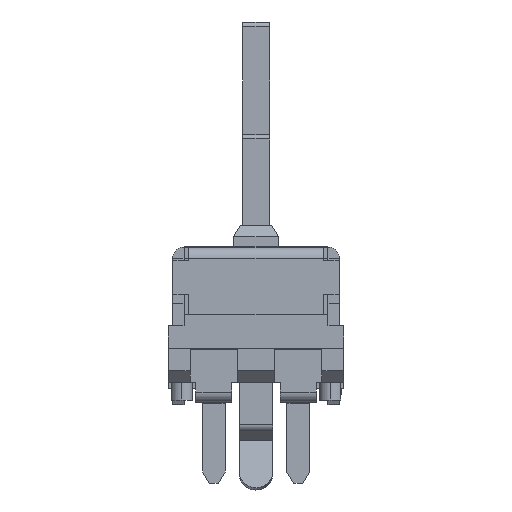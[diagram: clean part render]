
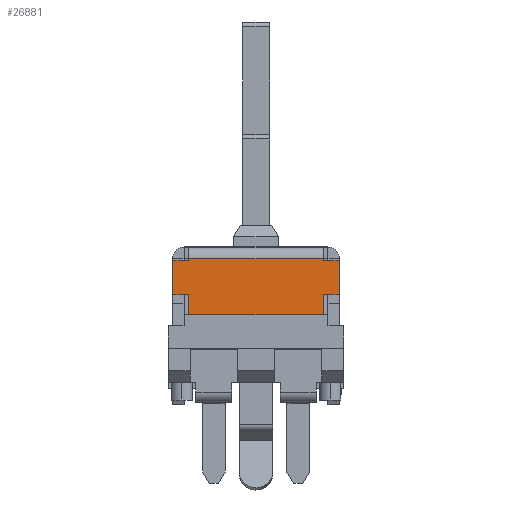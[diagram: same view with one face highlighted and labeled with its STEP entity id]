
A CAD part, left-side view. The second image highlights one B-rep face of the part: STEP entity #26881.
In plain terms, the highlighted planar face has unit normal (-1, 0, 0).
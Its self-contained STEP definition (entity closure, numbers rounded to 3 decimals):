
#3491 = CARTESIAN_POINT ( 'NONE',  ( -27.493, 3.778, -2.963 ) ) ;
#3530 = CARTESIAN_POINT ( 'NONE',  ( -27.493, 2.198, -2.963 ) ) ;
#3533 = CARTESIAN_POINT ( 'NONE',  ( -27.493, 2.198, 3.037 ) ) ;
#3576 = CARTESIAN_POINT ( 'NONE',  ( -27.493, 2.198, -3.663 ) ) ;
#9084 = CARTESIAN_POINT ( 'NONE',  ( -27.493, 1.298, -1.363 ) ) ;
#9142 = PLANE ( 'NONE',  #9676 ) ;
#9154 = DIRECTION ( 'NONE',  ( -1., 0., 0. ) ) ;
#9155 = DIRECTION ( 'NONE',  ( 0., 0., 1. ) ) ;
#9676 = AXIS2_PLACEMENT_3D ( 'NONE', #9084, #9154, #9155 ) ;
#10455 = VERTEX_POINT ( 'NONE', #26229 ) ;
#10663 = VERTEX_POINT ( 'NONE', #26262 ) ;
#10704 = VERTEX_POINT ( 'NONE', #26326 ) ;
#10712 = VERTEX_POINT ( 'NONE', #26327 ) ;
#10731 = VERTEX_POINT ( 'NONE', #26257 ) ;
#10736 = VERTEX_POINT ( 'NONE', #26075 ) ;
#10797 = VERTEX_POINT ( 'NONE', #26078 ) ;
#10876 = VERTEX_POINT ( 'NONE', #26121 ) ;
#11006 = FACE_OUTER_BOUND ( 'NONE', #29940, .T. ) ;
#22691 = CARTESIAN_POINT ( 'NONE',  ( -27.493, 3.698, 3.037 ) ) ;
#22692 = DIRECTION ( 'NONE',  ( 0., 0., -1. ) ) ;
#22986 = LINE ( 'NONE', #22691, #22987 ) ;
#22987 = VECTOR ( 'NONE', #22692, 1000. ) ;
#23173 = LINE ( 'NONE', #23773, #23175 ) ;
#23175 = VECTOR ( 'NONE', #23774, 1000. ) ;
#23178 = LINE ( 'NONE', #23795, #23207 ) ;
#23188 = LINE ( 'NONE', #23839, #23237 ) ;
#23197 = LINE ( 'NONE', #23797, #23198 ) ;
#23198 = VECTOR ( 'NONE', #23798, 1000. ) ;
#23207 = VECTOR ( 'NONE', #23808, 1000. ) ;
#23237 = VECTOR ( 'NONE', #23843, 1000. ) ;
#23247 = LINE ( 'NONE', #23852, #23248 ) ;
#23248 = VECTOR ( 'NONE', #23853, 1000. ) ;
#23285 = LINE ( 'NONE', #23892, #23286 ) ;
#23286 = VECTOR ( 'NONE', #23893, 1000. ) ;
#23345 = LINE ( 'NONE', #23956, #23346 ) ;
#23346 = VECTOR ( 'NONE', #23957, 1000. ) ;
#23372 = VECTOR ( 'NONE', #24031, 1000. ) ;
#23385 = LINE ( 'NONE', #24008, #23386 ) ;
#23386 = VECTOR ( 'NONE', #24009, 1000. ) ;
#23401 = LINE ( 'NONE', #24030, #23372 ) ;
#23468 = LINE ( 'NONE', #24145, #23507 ) ;
#23473 = LINE ( 'NONE', #24121, #23474 ) ;
#23474 = VECTOR ( 'NONE', #24122, 1000. ) ;
#23507 = VECTOR ( 'NONE', #24156, 1000. ) ;
#23773 = CARTESIAN_POINT ( 'NONE',  ( -27.493, 2.198, 3.737 ) ) ;
#23774 = DIRECTION ( 'NONE',  ( 0., 1., 0. ) ) ;
#23795 = CARTESIAN_POINT ( 'NONE',  ( -27.493, 3.698, -2.963 ) ) ;
#23797 = CARTESIAN_POINT ( 'NONE',  ( -27.493, 0.798, -2.963 ) ) ;
#23798 = DIRECTION ( 'NONE',  ( 0., 1., 0. ) ) ;
#23808 = DIRECTION ( 'NONE',  ( 0., 0., -1. ) ) ;
#23839 = CARTESIAN_POINT ( 'NONE',  ( -27.493, 2.198, 3.037 ) ) ;
#23843 = DIRECTION ( 'NONE',  ( 0., 0., 1. ) ) ;
#23852 = CARTESIAN_POINT ( 'NONE',  ( -27.493, 1.298, -1.363 ) ) ;
#23853 = DIRECTION ( 'NONE',  ( 0., 0., -1. ) ) ;
#23892 = CARTESIAN_POINT ( 'NONE',  ( -27.493, 0.798, 3.037 ) ) ;
#23893 = DIRECTION ( 'NONE',  ( 0., 1., 0. ) ) ;
#23956 = CARTESIAN_POINT ( 'NONE',  ( -27.493, 3.778, 3.037 ) ) ;
#23957 = DIRECTION ( 'NONE',  ( 0., 0., -1. ) ) ;
#24008 = CARTESIAN_POINT ( 'NONE',  ( -27.493, 0.798, -2.963 ) ) ;
#24009 = DIRECTION ( 'NONE',  ( 0., 1., 0. ) ) ;
#24030 = CARTESIAN_POINT ( 'NONE',  ( -27.493, 2.198, -3.663 ) ) ;
#24031 = DIRECTION ( 'NONE',  ( 0., -1., 0. ) ) ;
#24121 = CARTESIAN_POINT ( 'NONE',  ( -27.493, 0.798, 3.037 ) ) ;
#24122 = DIRECTION ( 'NONE',  ( 0., 1., 0. ) ) ;
#24145 = CARTESIAN_POINT ( 'NONE',  ( -27.493, 2.198, -2.963 ) ) ;
#24156 = DIRECTION ( 'NONE',  ( 0., 0., 1. ) ) ;
#26075 = CARTESIAN_POINT ( 'NONE',  ( -27.493, 3.698, 3.037 ) ) ;
#26078 = CARTESIAN_POINT ( 'NONE',  ( -27.493, 3.698, 3.737 ) ) ;
#26121 = CARTESIAN_POINT ( 'NONE',  ( -27.493, 3.698, -3.663 ) ) ;
#26229 = CARTESIAN_POINT ( 'NONE',  ( -27.493, 1.298, 3.037 ) ) ;
#26257 = CARTESIAN_POINT ( 'NONE',  ( -27.493, 1.298, -2.963 ) ) ;
#26262 = CARTESIAN_POINT ( 'NONE',  ( -27.493, 2.198, 3.737 ) ) ;
#26326 = CARTESIAN_POINT ( 'NONE',  ( -27.493, 3.698, -2.963 ) ) ;
#26327 = CARTESIAN_POINT ( 'NONE',  ( -27.493, 3.778, 3.037 ) ) ;
#26386 = VERTEX_POINT ( 'NONE', #3491 ) ;
#26425 = VERTEX_POINT ( 'NONE', #3530 ) ;
#26428 = VERTEX_POINT ( 'NONE', #3533 ) ;
#26471 = VERTEX_POINT ( 'NONE', #3576 ) ;
#26881 = ADVANCED_FACE ( 'NONE', ( #11006 ), #9142, .T. ) ;
#29940 = EDGE_LOOP ( 'NONE', ( #30783, #30782, #30781, #30780, #30779, #30778, #30777, #30776, #30775, #30774, #30773, #30772 ) ) ;
#30772 = ORIENTED_EDGE ( 'NONE', *, *, #33754, .F. ) ;
#30773 = ORIENTED_EDGE ( 'NONE', *, *, #33921, .T. ) ;
#30774 = ORIENTED_EDGE ( 'NONE', *, *, #33864, .T. ) ;
#30775 = ORIENTED_EDGE ( 'NONE', *, *, #33759, .T. ) ;
#30776 = ORIENTED_EDGE ( 'NONE', *, *, #33854, .F. ) ;
#30777 = ORIENTED_EDGE ( 'NONE', *, *, #33831, .T. ) ;
#30778 = ORIENTED_EDGE ( 'NONE', *, *, #33904, .T. ) ;
#30779 = ORIENTED_EDGE ( 'NONE', *, *, #33675, .T. ) ;
#30780 = ORIENTED_EDGE ( 'NONE', *, *, #33742, .T. ) ;
#30781 = ORIENTED_EDGE ( 'NONE', *, *, #33775, .T. ) ;
#30782 = ORIENTED_EDGE ( 'NONE', *, *, #33800, .T. ) ;
#30783 = ORIENTED_EDGE ( 'NONE', *, *, #33780, .F. ) ;
#33675 = EDGE_CURVE ( 'NONE', #10797, #10736, #22986, .T. ) ;
#33742 = EDGE_CURVE ( 'NONE', #10663, #10797, #23173, .T. ) ;
#33754 = EDGE_CURVE ( 'NONE', #10731, #26425, #23197, .T. ) ;
#33759 = EDGE_CURVE ( 'NONE', #10704, #10876, #23178, .T. ) ;
#33775 = EDGE_CURVE ( 'NONE', #26428, #10663, #23188, .T. ) ;
#33780 = EDGE_CURVE ( 'NONE', #10455, #10731, #23247, .T. ) ;
#33800 = EDGE_CURVE ( 'NONE', #10455, #26428, #23285, .T. ) ;
#33831 = EDGE_CURVE ( 'NONE', #10712, #26386, #23345, .T. ) ;
#33854 = EDGE_CURVE ( 'NONE', #10704, #26386, #23385, .T. ) ;
#33864 = EDGE_CURVE ( 'NONE', #10876, #26471, #23401, .T. ) ;
#33904 = EDGE_CURVE ( 'NONE', #10736, #10712, #23473, .T. ) ;
#33921 = EDGE_CURVE ( 'NONE', #26471, #26425, #23468, .T. ) ;
